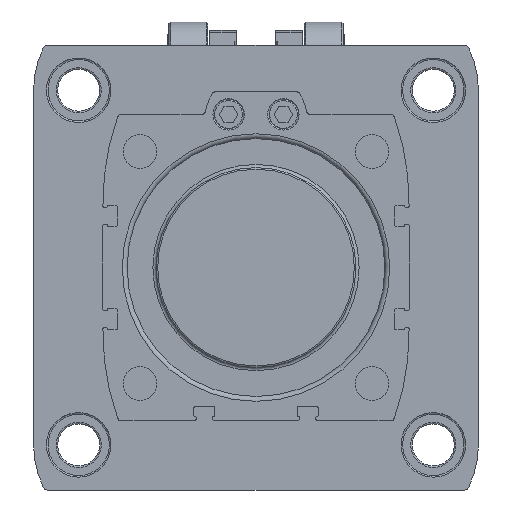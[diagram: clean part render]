
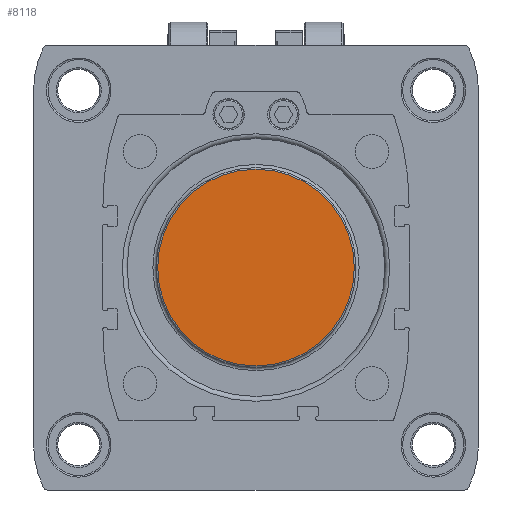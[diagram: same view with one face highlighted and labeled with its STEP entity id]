
A CAD part, front view. The second image highlights one B-rep face of the part: STEP entity #8118.
In plain terms, the highlighted planar face has unit normal (0, -1, 0).
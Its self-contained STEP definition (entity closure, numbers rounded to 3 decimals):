
#223=PLANE('',#8857);
#2126=ORIENTED_EDGE('',*,*,#4068,.T.);
#4068=EDGE_CURVE('',#5041,#5041,#5762,.T.);
#5041=VERTEX_POINT('',#13044);
#5762=CIRCLE('',#8858,30.5);
#6255=EDGE_LOOP('',(#2126));
#7083=FACE_BOUND('',#6255,.T.);
#8118=ADVANCED_FACE('',(#7083),#223,.T.);
#8857=AXIS2_PLACEMENT_3D('',#13042,#10379,#10380);
#8858=AXIS2_PLACEMENT_3D('',#13043,#10381,#10382);
#10379=DIRECTION('',(0.,-1.,0.));
#10380=DIRECTION('',(0.,0.,-1.));
#10381=DIRECTION('',(0.,-1.,0.));
#10382=DIRECTION('',(0.,0.,-1.));
#13042=CARTESIAN_POINT('',(0.,1.5,0.));
#13043=CARTESIAN_POINT('',(0.,1.5,0.));
#13044=CARTESIAN_POINT('',(0.,1.5,-30.5));
